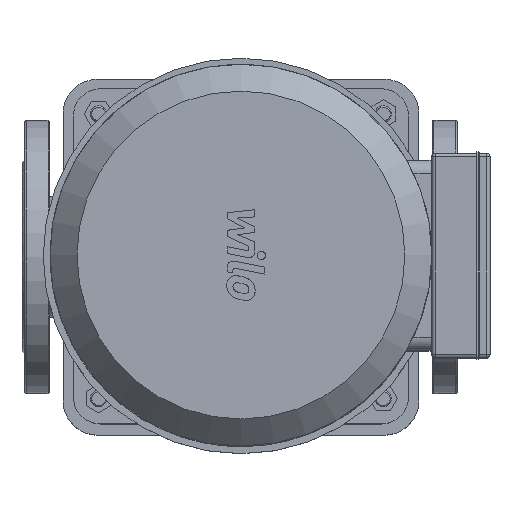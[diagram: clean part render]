
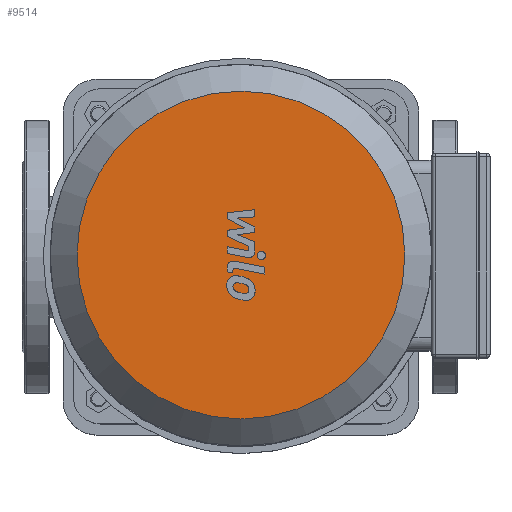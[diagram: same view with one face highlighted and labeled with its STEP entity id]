
A CAD part, top view. The second image highlights one B-rep face of the part: STEP entity #9514.
In plain terms, the highlighted planar face has unit normal (0, 0, 1).
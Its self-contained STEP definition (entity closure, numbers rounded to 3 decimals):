
#2072=PLANE('',#10249);
#2640=FACE_OUTER_BOUND('',#3263,.T.);
#3263=EDGE_LOOP('',(#7413));
#3848=CIRCLE('',#10245,119.8);
#4430=VERTEX_POINT('',#15105);
#5543=EDGE_CURVE('',#4430,#4430,#3848,.T.);
#7413=ORIENTED_EDGE('',*,*,#5543,.F.);
#9514=ADVANCED_FACE('',(#2640),#2072,.F.);
#10245=AXIS2_PLACEMENT_3D('',#15106,#11879,#11880);
#10249=AXIS2_PLACEMENT_3D('',#15112,#11887,#11888);
#11879=DIRECTION('center_axis',(0.,0.,
-1.));
#11880=DIRECTION('ref_axis',(0.,1.,0.));
#11887=DIRECTION('center_axis',(0.,0.,
-1.));
#11888=DIRECTION('ref_axis',(0.,1.,0.));
#15105=CARTESIAN_POINT('',(0.,-119.8,948.));
#15106=CARTESIAN_POINT('Origin',(0.,0.,948.));
#15112=CARTESIAN_POINT('Origin',(0.,0.,
948.));
